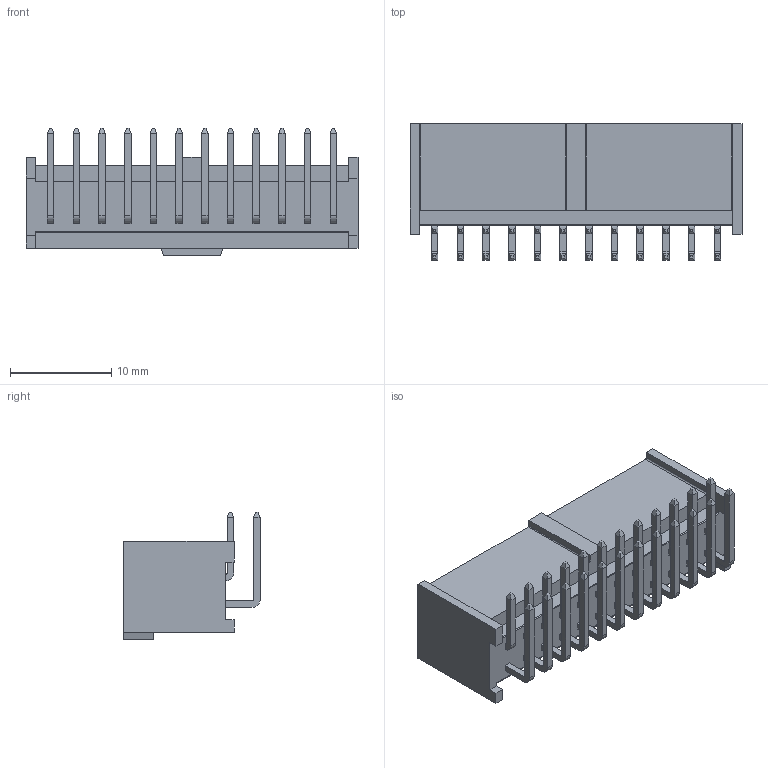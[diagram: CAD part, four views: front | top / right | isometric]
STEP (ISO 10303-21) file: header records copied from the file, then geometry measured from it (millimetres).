
FILE_DESCRIPTION((''),'2;1');
FILE_NAME('901303224','2011-04-26T',('gga'),(''),'PRO/ENGINEER BY PARAMETRIC TECHNOLOGY CORPORATION, 2003451','PRO/ENGINEER BY PARAMETRIC TECHNOLOGY CORPORATION, 2003451','');
FILE_SCHEMA(('CONFIG_CONTROL_DESIGN'));
Length unit declared in the file: millimetre
Products named in the file (1): 901303224
Bounding box: 32.82 x 13.47 x 12.65 mm (x, y, z)
Volume: 1241.9 mm3; surface area: 2959.8 mm2
Topology: 1 solids, 1 shells, 561 faces, 1388 edges, 876 vertices
Faces by surface type: plane 509, cylinder 52
Entity records: 16141 total; most frequent: CARTESIAN_POINT 2778, ORIENTED_EDGE 2680, DIRECTION 2664, EDGE_CURVE 1340, VECTOR 1236, LINE 1236, VERTEX_POINT 828, AXIS2_PLACEMENT_3D 714
